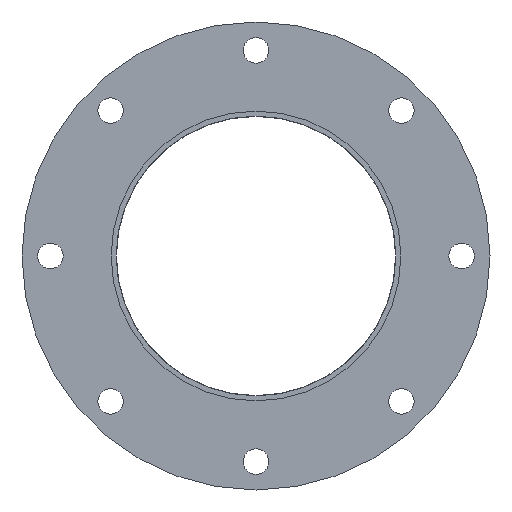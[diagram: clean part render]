
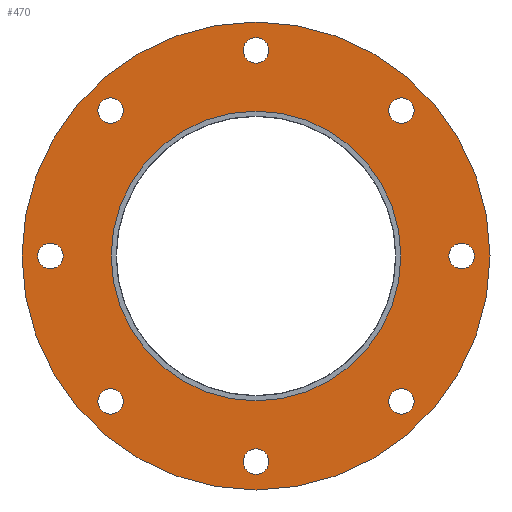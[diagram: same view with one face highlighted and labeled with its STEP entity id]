
A CAD part, front view. The second image highlights one B-rep face of the part: STEP entity #470.
In plain terms, the highlighted planar face has unit normal (0, -1, 0).
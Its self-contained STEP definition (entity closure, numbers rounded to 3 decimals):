
#2 = ORIENTED_EDGE ( 'NONE', *, *, #295, .F. ) ;
#3 = ORIENTED_EDGE ( 'NONE', *, *, #249, .F. ) ;
#6 = VERTEX_POINT ( 'NONE', #344 ) ;
#11 = CIRCLE ( 'NONE', #162, 4.5 ) ;
#15 = CARTESIAN_POINT ( 'NONE',  ( -51.265, -12., -51.265 ) ) ;
#17 = CIRCLE ( 'NONE', #359, 4.5 ) ;
#18 = FACE_BOUND ( 'NONE', #177, .T. ) ;
#21 = ORIENTED_EDGE ( 'NONE', *, *, #122, .F. ) ;
#30 = VERTEX_POINT ( 'NONE', #228 ) ;
#33 = AXIS2_PLACEMENT_3D ( 'NONE', #391, #165, #202 ) ;
#36 = EDGE_LOOP ( 'NONE', ( #52 ) ) ;
#39 = DIRECTION ( 'NONE',  ( 0., -1., 0. ) ) ;
#42 = DIRECTION ( 'NONE',  ( 0., -1., 0. ) ) ;
#44 = VERTEX_POINT ( 'NONE', #71 ) ;
#46 = EDGE_CURVE ( 'NONE', #425, #425, #266, .T. ) ;
#52 = ORIENTED_EDGE ( 'NONE', *, *, #500, .F. ) ;
#54 = DIRECTION ( 'NONE',  ( 0., -1., 0. ) ) ;
#61 = AXIS2_PLACEMENT_3D ( 'NONE', #212, #89, #172 ) ;
#68 = AXIS2_PLACEMENT_3D ( 'NONE', #485, #252, #294 ) ;
#71 = CARTESIAN_POINT ( 'NONE',  ( 0., -12., 68. ) ) ;
#77 = EDGE_LOOP ( 'NONE', ( #461 ) ) ;
#81 = DIRECTION ( 'NONE',  ( 0., -1., 0. ) ) ;
#85 = CIRCLE ( 'NONE', #392, 4.5 ) ;
#87 = ORIENTED_EDGE ( 'NONE', *, *, #158, .F. ) ;
#89 = DIRECTION ( 'NONE',  ( 0., -1., 0. ) ) ;
#95 = DIRECTION ( 'NONE',  ( 0., 0., -1. ) ) ;
#115 = CARTESIAN_POINT ( 'NONE',  ( 51.265, -12., 51.265 ) ) ;
#122 = EDGE_CURVE ( 'NONE', #314, #314, #17, .T. ) ;
#123 = CARTESIAN_POINT ( 'NONE',  ( 51.265, -12., -51.265 ) ) ;
#127 = CIRCLE ( 'NONE', #224, 4.5 ) ;
#137 = VERTEX_POINT ( 'NONE', #187 ) ;
#145 = VERTEX_POINT ( 'NONE', #347 ) ;
#156 = CARTESIAN_POINT ( 'NONE',  ( -51.265, -12., -55.765 ) ) ;
#157 = DIRECTION ( 'NONE',  ( 0., 0., -1. ) ) ;
#158 = EDGE_CURVE ( 'NONE', #145, #145, #395, .T. ) ;
#159 = CARTESIAN_POINT ( 'NONE',  ( 72.5, -12., -4.5 ) ) ;
#161 = FACE_BOUND ( 'NONE', #77, .T. ) ;
#162 = AXIS2_PLACEMENT_3D ( 'NONE', #323, #42, #475 ) ;
#165 = DIRECTION ( 'NONE',  ( 0., -1., 0. ) ) ;
#172 = DIRECTION ( 'NONE',  ( 0., 0., -1. ) ) ;
#173 = VERTEX_POINT ( 'NONE', #156 ) ;
#177 = EDGE_LOOP ( 'NONE', ( #3 ) ) ;
#187 = CARTESIAN_POINT ( 'NONE',  ( 0., -12., 51.05 ) ) ;
#188 = EDGE_CURVE ( 'NONE', #30, #30, #205, .T. ) ;
#190 = ORIENTED_EDGE ( 'NONE', *, *, #466, .T. ) ;
#195 = CARTESIAN_POINT ( 'NONE',  ( 51.265, -12., 46.765 ) ) ;
#200 = EDGE_LOOP ( 'NONE', ( #480 ) ) ;
#202 = DIRECTION ( 'NONE',  ( 0., 0., -1. ) ) ;
#204 = ORIENTED_EDGE ( 'NONE', *, *, #188, .F. ) ;
#205 = CIRCLE ( 'NONE', #422, 4.5 ) ;
#209 = FACE_BOUND ( 'NONE', #200, .T. ) ;
#212 = CARTESIAN_POINT ( 'NONE',  ( 72.5, -12., 0. ) ) ;
#222 = VERTEX_POINT ( 'NONE', #159 ) ;
#224 = AXIS2_PLACEMENT_3D ( 'NONE', #247, #284, #95 ) ;
#228 = CARTESIAN_POINT ( 'NONE',  ( 0., -12., -77. ) ) ;
#230 = ORIENTED_EDGE ( 'NONE', *, *, #378, .F. ) ;
#234 = FACE_BOUND ( 'NONE', #486, .T. ) ;
#238 = CARTESIAN_POINT ( 'NONE',  ( 0., -12., -72.5 ) ) ;
#247 = CARTESIAN_POINT ( 'NONE',  ( -51.265, -12., 51.265 ) ) ;
#249 = EDGE_CURVE ( 'NONE', #44, #44, #11, .T. ) ;
#250 = CIRCLE ( 'NONE', #68, 51.05 ) ;
#252 = DIRECTION ( 'NONE',  ( 0., 1., 0. ) ) ;
#259 = FACE_BOUND ( 'NONE', #424, .T. ) ;
#266 = CIRCLE ( 'NONE', #299, 4.5 ) ;
#267 = EDGE_CURVE ( 'NONE', #6, #6, #127, .T. ) ;
#270 = CARTESIAN_POINT ( 'NONE',  ( 0., -12., 0. ) ) ;
#284 = DIRECTION ( 'NONE',  ( 0., -1., 0. ) ) ;
#294 = DIRECTION ( 'NONE',  ( 0., 0., 1. ) ) ;
#295 = EDGE_CURVE ( 'NONE', #222, #222, #316, .T. ) ;
#296 = FACE_BOUND ( 'NONE', #361, .T. ) ;
#299 = AXIS2_PLACEMENT_3D ( 'NONE', #115, #346, #157 ) ;
#300 = FACE_BOUND ( 'NONE', #315, .T. ) ;
#303 = CARTESIAN_POINT ( 'NONE',  ( 0., -12., 82.5 ) ) ;
#314 = VERTEX_POINT ( 'NONE', #502 ) ;
#315 = EDGE_LOOP ( 'NONE', ( #2 ) ) ;
#316 = CIRCLE ( 'NONE', #61, 4.5 ) ;
#321 = CIRCLE ( 'NONE', #498, 82.5 ) ;
#322 = EDGE_LOOP ( 'NONE', ( #230 ) ) ;
#323 = CARTESIAN_POINT ( 'NONE',  ( 0., -12., 72.5 ) ) ;
#330 = PLANE ( 'NONE',  #472 ) ;
#341 = DIRECTION ( 'NONE',  ( 0., 1., 0. ) ) ;
#344 = CARTESIAN_POINT ( 'NONE',  ( -51.265, -12., 46.765 ) ) ;
#346 = DIRECTION ( 'NONE',  ( 0., -1., 0. ) ) ;
#347 = CARTESIAN_POINT ( 'NONE',  ( -72.5, -12., -4.5 ) ) ;
#355 = DIRECTION ( 'NONE',  ( 0., 0., -1. ) ) ;
#359 = AXIS2_PLACEMENT_3D ( 'NONE', #123, #39, #355 ) ;
#361 = EDGE_LOOP ( 'NONE', ( #21 ) ) ;
#367 = DIRECTION ( 'NONE',  ( 0., 0., -1. ) ) ;
#375 = FACE_OUTER_BOUND ( 'NONE', #36, .T. ) ;
#376 = EDGE_LOOP ( 'NONE', ( #190 ) ) ;
#378 = EDGE_CURVE ( 'NONE', #173, #173, #85, .T. ) ;
#388 = FACE_BOUND ( 'NONE', #376, .T. ) ;
#391 = CARTESIAN_POINT ( 'NONE',  ( -72.5, -12., 0. ) ) ;
#392 = AXIS2_PLACEMENT_3D ( 'NONE', #15, #54, #367 ) ;
#395 = CIRCLE ( 'NONE', #33, 4.5 ) ;
#405 = DIRECTION ( 'NONE',  ( 0., -1., 0. ) ) ;
#407 = CARTESIAN_POINT ( 'NONE',  ( 82.5, -12., 0. ) ) ;
#422 = AXIS2_PLACEMENT_3D ( 'NONE', #238, #81, #471 ) ;
#424 = EDGE_LOOP ( 'NONE', ( #204 ) ) ;
#425 = VERTEX_POINT ( 'NONE', #195 ) ;
#433 = VERTEX_POINT ( 'NONE', #303 ) ;
#461 = ORIENTED_EDGE ( 'NONE', *, *, #267, .F. ) ;
#466 = EDGE_CURVE ( 'NONE', #137, #137, #250, .T. ) ;
#470 = ADVANCED_FACE ( 'NONE', ( #259, #296, #300, #209, #18, #161, #234, #490, #388, #375 ), #330, .T. ) ;
#471 = DIRECTION ( 'NONE',  ( 0., 0., -1. ) ) ;
#472 = AXIS2_PLACEMENT_3D ( 'NONE', #407, #405, #483 ) ;
#475 = DIRECTION ( 'NONE',  ( 0., 0., -1. ) ) ;
#480 = ORIENTED_EDGE ( 'NONE', *, *, #46, .F. ) ;
#483 = DIRECTION ( 'NONE',  ( 0., 0., -1. ) ) ;
#485 = CARTESIAN_POINT ( 'NONE',  ( 0., -12., 0. ) ) ;
#486 = EDGE_LOOP ( 'NONE', ( #87 ) ) ;
#490 = FACE_BOUND ( 'NONE', #322, .T. ) ;
#498 = AXIS2_PLACEMENT_3D ( 'NONE', #270, #341, #499 ) ;
#499 = DIRECTION ( 'NONE',  ( 0., 0., 1. ) ) ;
#500 = EDGE_CURVE ( 'NONE', #433, #433, #321, .T. ) ;
#502 = CARTESIAN_POINT ( 'NONE',  ( 51.265, -12., -55.765 ) ) ;
